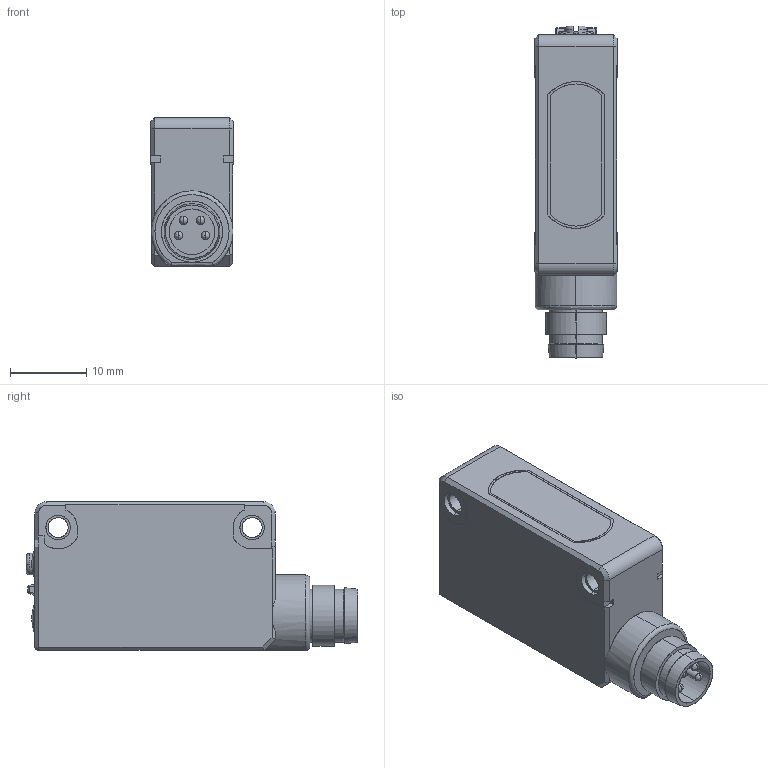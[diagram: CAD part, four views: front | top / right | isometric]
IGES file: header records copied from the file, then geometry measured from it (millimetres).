
Start section: SolidWorks IGES file using analytic representation for surfaces
Global section: file name: SA2E-[P][D][N]$3($)C1.IGS; native system: SolidWorks 2019; preprocessor: SolidWorks 2019; author: 1003660; date: 210318.094611; units: millimetre
Bounding box: 10.8 x 43.45 x 19.5 mm (x, y, z)
Surface area: 2971.9 mm2 (no closed solid volume)
Topology: 0 solids, 0 shells, 305 faces, 3142 edges, 3139 vertices
Faces by surface type: bspline 204, revolution 101
